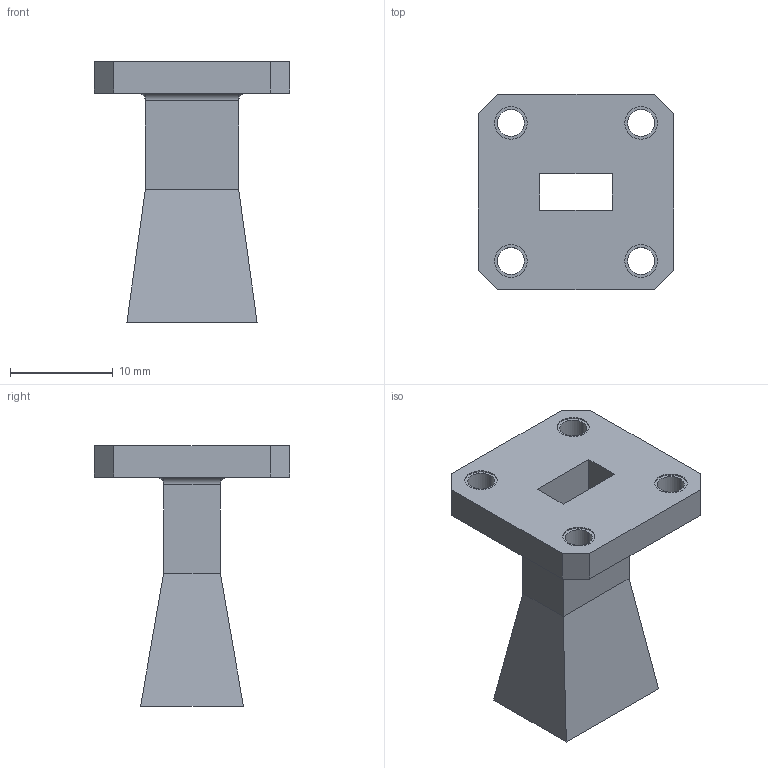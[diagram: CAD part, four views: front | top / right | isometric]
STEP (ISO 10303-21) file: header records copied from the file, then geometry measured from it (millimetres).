
FILE_DESCRIPTION (( 'STEP AP203' ), '1' );
FILE_NAME ('SH128-10.step', '2019-08-28T15:47:15', ( '' ), ( '' ), 'SwSTEP 2.0', 'SolidWorks 2018', '' );
FILE_SCHEMA (( 'CONFIG_CONTROL_DESIGN' ));
Length unit declared in the file: inch
Products named in the file (1): SH128-10
Bounding box: 19.05 x 19.05 x 25.4 mm (x, y, z)
Volume: 1610.3 mm3; surface area: 2361.3 mm2
Topology: 1 solids, 1 shells, 67 faces, 156 edges, 96 vertices
Faces by surface type: plane 35, cylinder 28, torus 4
Entity records: 1981 total; most frequent: DIRECTION 344, CARTESIAN_POINT 328, ORIENTED_EDGE 304, EDGE_CURVE 152, AXIS2_PLACEMENT_3D 128, VERTEX_POINT 96, LINE 88, VECTOR 88
